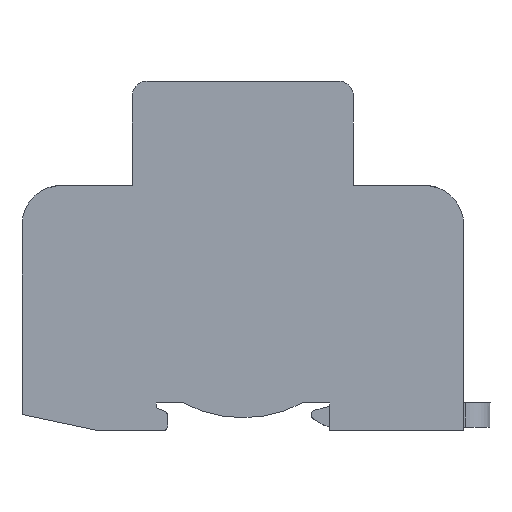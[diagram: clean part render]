
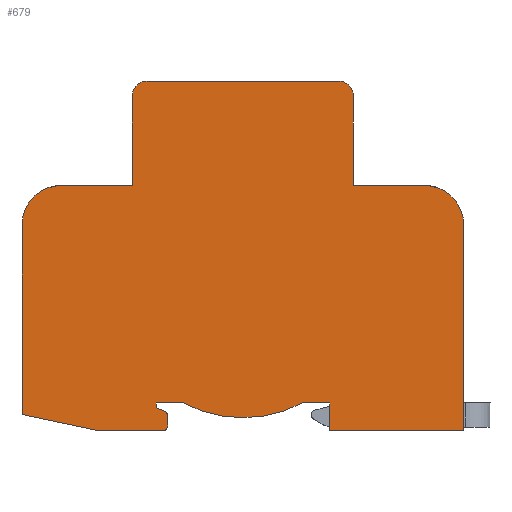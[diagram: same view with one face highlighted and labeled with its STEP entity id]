
A CAD part, left-side view. The second image highlights one B-rep face of the part: STEP entity #679.
In plain terms, the highlighted planar face has unit normal (-1, 0, 0).
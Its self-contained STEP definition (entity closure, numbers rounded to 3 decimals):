
#476=AXIS2_PLACEMENT_3D('Circle Axis2P3D',#474,#475,$) ;
#499=AXIS2_PLACEMENT_3D('Plane Axis2P3D',#496,#497,#498) ;
#512=AXIS2_PLACEMENT_3D('Circle Axis2P3D',#510,#511,$) ;
#526=AXIS2_PLACEMENT_3D('Circle Axis2P3D',#524,#525,$) ;
#547=AXIS2_PLACEMENT_3D('Circle Axis2P3D',#545,#546,$) ;
#575=AXIS2_PLACEMENT_3D('Circle Axis2P3D',#573,#574,$) ;
#589=AXIS2_PLACEMENT_3D('Circle Axis2P3D',#587,#588,$) ;
#617=AXIS2_PLACEMENT_3D('Circle Axis2P3D',#615,#616,$) ;
#154=CARTESIAN_POINT('Vertex',(0.,5.35,42.)) ;
#159=CARTESIAN_POINT('Line Origine',(0.,5.35,21.)) ;
#163=CARTESIAN_POINT('Vertex',(0.,5.35,0.)) ;
#471=CARTESIAN_POINT('Vertex',(0.,13.35,50.)) ;
#474=CARTESIAN_POINT('Axis2P3D Location',(0.,13.35,42.)) ;
#496=CARTESIAN_POINT('Axis2P3D Location',(0.,50.35,0.)) ;
#501=CARTESIAN_POINT('Line Origine',(0.,27.85,59.144)) ;
#505=CARTESIAN_POINT('Vertex',(0.,27.85,50.)) ;
#507=CARTESIAN_POINT('Vertex',(0.,27.85,68.287)) ;
#510=CARTESIAN_POINT('Axis2P3D Location',(0.,30.85,68.287)) ;
#514=CARTESIAN_POINT('Vertex',(0.,30.85,71.287)) ;
#517=CARTESIAN_POINT('Line Origine',(0.,50.35,71.287)) ;
#521=CARTESIAN_POINT('Vertex',(0.,69.85,71.287)) ;
#524=CARTESIAN_POINT('Axis2P3D Location',(0.,69.85,68.287)) ;
#528=CARTESIAN_POINT('Vertex',(0.,72.85,68.287)) ;
#531=CARTESIAN_POINT('Line Origine',(0.,72.85,59.144)) ;
#535=CARTESIAN_POINT('Vertex',(0.,72.85,50.)) ;
#538=CARTESIAN_POINT('Line Origine',(0.,80.1,50.)) ;
#542=CARTESIAN_POINT('Vertex',(0.,87.35,50.)) ;
#545=CARTESIAN_POINT('Axis2P3D Location',(0.,87.35,42.)) ;
#549=CARTESIAN_POINT('Vertex',(0.,95.35,42.)) ;
#552=CARTESIAN_POINT('Line Origine',(0.,95.35,22.669)) ;
#556=CARTESIAN_POINT('Vertex',(0.,95.35,3.337)) ;
#559=CARTESIAN_POINT('Line Origine',(0.,87.5,1.669)) ;
#563=CARTESIAN_POINT('Vertex',(0.,79.65,0.)) ;
#566=CARTESIAN_POINT('Line Origine',(0.,73.175,0.)) ;
#570=CARTESIAN_POINT('Vertex',(0.,66.7,0.)) ;
#573=CARTESIAN_POINT('Axis2P3D Location',(0.,66.7,1.)) ;
#577=CARTESIAN_POINT('Vertex',(0.,65.7,1.)) ;
#580=CARTESIAN_POINT('Line Origine',(0.,65.7,2.059)) ;
#584=CARTESIAN_POINT('Vertex',(0.,65.7,3.117)) ;
#587=CARTESIAN_POINT('Axis2P3D Location',(0.,66.7,3.117)) ;
#591=CARTESIAN_POINT('Vertex',(0.,66.336,4.049)) ;
#594=CARTESIAN_POINT('Line Origine',(0.,67.168,4.374)) ;
#598=CARTESIAN_POINT('Vertex',(0.,68.,4.7)) ;
#601=CARTESIAN_POINT('Line Origine',(0.,68.,5.2)) ;
#605=CARTESIAN_POINT('Vertex',(0.,68.,5.7)) ;
#608=CARTESIAN_POINT('Line Origine',(0.,65.237,5.7)) ;
#612=CARTESIAN_POINT('Vertex',(0.,62.474,5.7)) ;
#615=CARTESIAN_POINT('Axis2P3D Location',(0.,50.35,28.7)) ;
#619=CARTESIAN_POINT('Vertex',(0.,38.226,5.7)) ;
#622=CARTESIAN_POINT('Line Origine',(0.,35.463,5.7)) ;
#626=CARTESIAN_POINT('Vertex',(0.,32.7,5.7)) ;
#629=CARTESIAN_POINT('Line Origine',(0.,32.7,2.85)) ;
#633=CARTESIAN_POINT('Vertex',(0.,32.7,0.)) ;
#636=CARTESIAN_POINT('Line Origine',(0.,19.025,0.)) ;
#641=CARTESIAN_POINT('Line Origine',(0.,16.775,50.)) ;
#645=CARTESIAN_POINT('Vertex',(0.,20.2,50.)) ;
#648=CARTESIAN_POINT('Line Origine',(0.,24.025,50.)) ;
#160=DIRECTION('Vector Direction',(0.,0.,1.)) ;
#475=DIRECTION('Axis2P3D Direction',(1.,0.,0.)) ;
#497=DIRECTION('Axis2P3D Direction',(-1.,0.,0.)) ;
#498=DIRECTION('Axis2P3D XDirection',(0.,-1.,0.)) ;
#502=DIRECTION('Vector Direction',(0.,0.,1.)) ;
#511=DIRECTION('Axis2P3D Direction',(-1.,0.,0.)) ;
#518=DIRECTION('Vector Direction',(0.,1.,0.)) ;
#525=DIRECTION('Axis2P3D Direction',(-1.,0.,0.)) ;
#532=DIRECTION('Vector Direction',(0.,0.,1.)) ;
#539=DIRECTION('Vector Direction',(0.,1.,0.)) ;
#546=DIRECTION('Axis2P3D Direction',(-1.,0.,0.)) ;
#553=DIRECTION('Vector Direction',(0.,0.,-1.)) ;
#560=DIRECTION('Vector Direction',(0.,-0.978,-0.208)) ;
#567=DIRECTION('Vector Direction',(0.,1.,0.)) ;
#574=DIRECTION('Axis2P3D Direction',(-1.,0.,0.)) ;
#581=DIRECTION('Vector Direction',(0.,0.,-1.)) ;
#588=DIRECTION('Axis2P3D Direction',(-1.,0.,0.)) ;
#595=DIRECTION('Vector Direction',(0.,-0.931,-0.364)) ;
#602=DIRECTION('Vector Direction',(0.,0.,1.)) ;
#609=DIRECTION('Vector Direction',(0.,1.,0.)) ;
#616=DIRECTION('Axis2P3D Direction',(-1.,0.,0.)) ;
#623=DIRECTION('Vector Direction',(0.,1.,0.)) ;
#630=DIRECTION('Vector Direction',(0.,0.,-1.)) ;
#637=DIRECTION('Vector Direction',(0.,1.,0.)) ;
#642=DIRECTION('Vector Direction',(0.,1.,0.)) ;
#649=DIRECTION('Vector Direction',(0.,1.,0.)) ;
#161=VECTOR('Line Direction',#160,1.) ;
#503=VECTOR('Line Direction',#502,1.) ;
#519=VECTOR('Line Direction',#518,1.) ;
#533=VECTOR('Line Direction',#532,1.) ;
#540=VECTOR('Line Direction',#539,1.) ;
#554=VECTOR('Line Direction',#553,1.) ;
#561=VECTOR('Line Direction',#560,1.) ;
#568=VECTOR('Line Direction',#567,1.) ;
#582=VECTOR('Line Direction',#581,1.) ;
#596=VECTOR('Line Direction',#595,1.) ;
#603=VECTOR('Line Direction',#602,1.) ;
#610=VECTOR('Line Direction',#609,1.) ;
#624=VECTOR('Line Direction',#623,1.) ;
#631=VECTOR('Line Direction',#630,1.) ;
#638=VECTOR('Line Direction',#637,1.) ;
#643=VECTOR('Line Direction',#642,1.) ;
#650=VECTOR('Line Direction',#649,1.) ;
#654=ORIENTED_EDGE('',*,*,#509,.T.) ;
#655=ORIENTED_EDGE('',*,*,#516,.T.) ;
#656=ORIENTED_EDGE('',*,*,#523,.T.) ;
#657=ORIENTED_EDGE('',*,*,#530,.T.) ;
#658=ORIENTED_EDGE('',*,*,#537,.F.) ;
#659=ORIENTED_EDGE('',*,*,#544,.T.) ;
#660=ORIENTED_EDGE('',*,*,#551,.F.) ;
#661=ORIENTED_EDGE('',*,*,#558,.T.) ;
#662=ORIENTED_EDGE('',*,*,#565,.T.) ;
#663=ORIENTED_EDGE('',*,*,#572,.F.) ;
#664=ORIENTED_EDGE('',*,*,#579,.T.) ;
#665=ORIENTED_EDGE('',*,*,#586,.T.) ;
#666=ORIENTED_EDGE('',*,*,#593,.T.) ;
#667=ORIENTED_EDGE('',*,*,#600,.F.) ;
#668=ORIENTED_EDGE('',*,*,#607,.T.) ;
#669=ORIENTED_EDGE('',*,*,#614,.T.) ;
#670=ORIENTED_EDGE('',*,*,#621,.T.) ;
#671=ORIENTED_EDGE('',*,*,#628,.T.) ;
#672=ORIENTED_EDGE('',*,*,#635,.T.) ;
#673=ORIENTED_EDGE('',*,*,#640,.T.) ;
#674=ORIENTED_EDGE('',*,*,#165,.T.) ;
#675=ORIENTED_EDGE('',*,*,#478,.T.) ;
#676=ORIENTED_EDGE('',*,*,#647,.T.) ;
#677=ORIENTED_EDGE('',*,*,#652,.T.) ;
#679=ADVANCED_FACE('\X2\00DC\X0\BERSPANNUNGSSCHUTZ',(#678),#500,.T.) ;
#477=CIRCLE('generated circle',#476,8.) ;
#513=CIRCLE('generated circle',#512,3.) ;
#527=CIRCLE('generated circle',#526,3.) ;
#548=CIRCLE('generated circle',#547,8.) ;
#576=CIRCLE('generated circle',#575,1.) ;
#590=CIRCLE('generated circle',#589,1.) ;
#618=CIRCLE('generated circle',#617,26.) ;
#165=EDGE_CURVE('',#164,#155,#162,.T.) ;
#478=EDGE_CURVE('',#155,#472,#477,.F.) ;
#509=EDGE_CURVE('',#506,#508,#504,.T.) ;
#516=EDGE_CURVE('',#508,#515,#513,.T.) ;
#523=EDGE_CURVE('',#515,#522,#520,.T.) ;
#530=EDGE_CURVE('',#522,#529,#527,.T.) ;
#537=EDGE_CURVE('',#536,#529,#534,.T.) ;
#544=EDGE_CURVE('',#536,#543,#541,.T.) ;
#551=EDGE_CURVE('',#550,#543,#548,.F.) ;
#558=EDGE_CURVE('',#550,#557,#555,.T.) ;
#565=EDGE_CURVE('',#557,#564,#562,.T.) ;
#572=EDGE_CURVE('',#571,#564,#569,.T.) ;
#579=EDGE_CURVE('',#571,#578,#576,.T.) ;
#586=EDGE_CURVE('',#578,#585,#583,.F.) ;
#593=EDGE_CURVE('',#585,#592,#590,.T.) ;
#600=EDGE_CURVE('',#599,#592,#597,.T.) ;
#607=EDGE_CURVE('',#599,#606,#604,.T.) ;
#614=EDGE_CURVE('',#606,#613,#611,.F.) ;
#621=EDGE_CURVE('',#613,#620,#618,.T.) ;
#628=EDGE_CURVE('',#620,#627,#625,.F.) ;
#635=EDGE_CURVE('',#627,#634,#632,.T.) ;
#640=EDGE_CURVE('',#634,#164,#639,.F.) ;
#647=EDGE_CURVE('',#472,#646,#644,.T.) ;
#652=EDGE_CURVE('',#646,#506,#651,.T.) ;
#653=EDGE_LOOP('',(#654,#655,#656,#657,#658,#659,#660,#661,#662,#663,#664,#665,#666,#667,#668,#669,#670,#671,#672,#673,#674,#675,#676,#677)) ;
#678=FACE_OUTER_BOUND('',#653,.T.) ;
#162=LINE('Line',#159,#161) ;
#504=LINE('Line',#501,#503) ;
#520=LINE('Line',#517,#519) ;
#534=LINE('Line',#531,#533) ;
#541=LINE('Line',#538,#540) ;
#555=LINE('Line',#552,#554) ;
#562=LINE('Line',#559,#561) ;
#569=LINE('Line',#566,#568) ;
#583=LINE('Line',#580,#582) ;
#597=LINE('Line',#594,#596) ;
#604=LINE('Line',#601,#603) ;
#611=LINE('Line',#608,#610) ;
#625=LINE('Line',#622,#624) ;
#632=LINE('Line',#629,#631) ;
#639=LINE('Line',#636,#638) ;
#644=LINE('Line',#641,#643) ;
#651=LINE('Line',#648,#650) ;
#500=PLANE('',#499) ;
#155=VERTEX_POINT('',#154) ;
#164=VERTEX_POINT('',#163) ;
#472=VERTEX_POINT('',#471) ;
#506=VERTEX_POINT('',#505) ;
#508=VERTEX_POINT('',#507) ;
#515=VERTEX_POINT('',#514) ;
#522=VERTEX_POINT('',#521) ;
#529=VERTEX_POINT('',#528) ;
#536=VERTEX_POINT('',#535) ;
#543=VERTEX_POINT('',#542) ;
#550=VERTEX_POINT('',#549) ;
#557=VERTEX_POINT('',#556) ;
#564=VERTEX_POINT('',#563) ;
#571=VERTEX_POINT('',#570) ;
#578=VERTEX_POINT('',#577) ;
#585=VERTEX_POINT('',#584) ;
#592=VERTEX_POINT('',#591) ;
#599=VERTEX_POINT('',#598) ;
#606=VERTEX_POINT('',#605) ;
#613=VERTEX_POINT('',#612) ;
#620=VERTEX_POINT('',#619) ;
#627=VERTEX_POINT('',#626) ;
#634=VERTEX_POINT('',#633) ;
#646=VERTEX_POINT('',#645) ;
